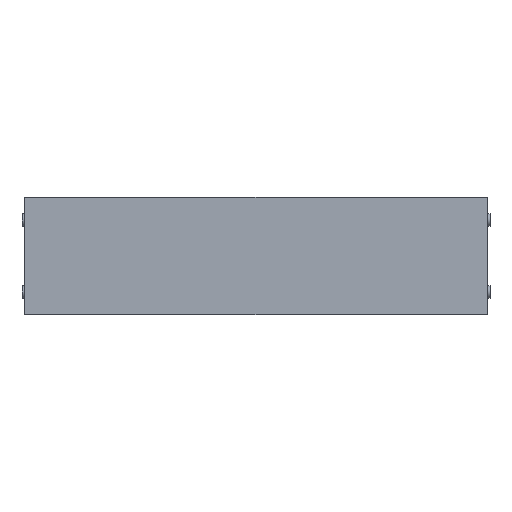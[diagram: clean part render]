
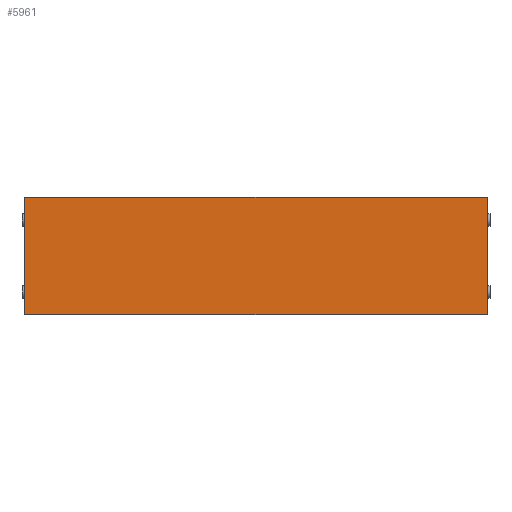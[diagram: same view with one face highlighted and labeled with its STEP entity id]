
A CAD part, front view. The second image highlights one B-rep face of the part: STEP entity #5961.
In plain terms, the highlighted planar face has unit normal (0, -1, 0).
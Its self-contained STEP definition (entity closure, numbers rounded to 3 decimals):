
#497 = VERTEX_POINT ( 'NONE', #11114 ) ;
#509 = CARTESIAN_POINT ( 'NONE',  ( 0., -20., 0. ) ) ;
#940 = ORIENTED_EDGE ( 'NONE', *, *, #2412, .T. ) ;
#1100 = ORIENTED_EDGE ( 'NONE', *, *, #9795, .T. ) ;
#1361 = VERTEX_POINT ( 'NONE', #11141 ) ;
#1386 = FACE_OUTER_BOUND ( 'NONE', #10091, .T. ) ;
#1605 = CARTESIAN_POINT ( 'NONE',  ( -257., -20., -65. ) ) ;
#1732 = LINE ( 'NONE', #8178, #9230 ) ;
#1743 = LINE ( 'NONE', #4591, #6581 ) ;
#1772 = AXIS2_PLACEMENT_3D ( 'NONE', #509, #4996, #10433 ) ;
#1867 = DIRECTION ( 'NONE',  ( 0., 0., -1. ) ) ;
#1910 = DIRECTION ( 'NONE',  ( 1., 0., 0. ) ) ;
#2412 = EDGE_CURVE ( 'NONE', #9806, #497, #3697, .T. ) ;
#2564 = CARTESIAN_POINT ( 'NONE',  ( 257., -20., -65. ) ) ;
#3230 = LINE ( 'NONE', #5934, #9808 ) ;
#3697 = LINE ( 'NONE', #6642, #10087 ) ;
#4168 = ORIENTED_EDGE ( 'NONE', *, *, #10796, .T. ) ;
#4288 = DIRECTION ( 'NONE',  ( -1., 0., 0. ) ) ;
#4591 = CARTESIAN_POINT ( 'NONE',  ( -257., -20., 65. ) ) ;
#4996 = DIRECTION ( 'NONE',  ( 0., -1., 0. ) ) ;
#5934 = CARTESIAN_POINT ( 'NONE',  ( -257., -20., 65. ) ) ;
#5961 = ADVANCED_FACE ( 'NONE', ( #1386 ), #11375, .T. ) ;
#6581 = VECTOR ( 'NONE', #1867, 1000. ) ;
#6642 = CARTESIAN_POINT ( 'NONE',  ( 257., -20., 65. ) ) ;
#7540 = DIRECTION ( 'NONE',  ( 0., 0., 1. ) ) ;
#8178 = CARTESIAN_POINT ( 'NONE',  ( -257., -20., -65. ) ) ;
#8537 = ORIENTED_EDGE ( 'NONE', *, *, #9436, .T. ) ;
#9230 = VECTOR ( 'NONE', #1910, 1000. ) ;
#9436 = EDGE_CURVE ( 'NONE', #1361, #11150, #1743, .T. ) ;
#9795 = EDGE_CURVE ( 'NONE', #11150, #9806, #1732, .T. ) ;
#9806 = VERTEX_POINT ( 'NONE', #2564 ) ;
#9808 = VECTOR ( 'NONE', #4288, 1000. ) ;
#10087 = VECTOR ( 'NONE', #7540, 1000. ) ;
#10091 = EDGE_LOOP ( 'NONE', ( #8537, #1100, #940, #4168 ) ) ;
#10433 = DIRECTION ( 'NONE',  ( 0., 0., -1. ) ) ;
#10796 = EDGE_CURVE ( 'NONE', #497, #1361, #3230, .T. ) ;
#11114 = CARTESIAN_POINT ( 'NONE',  ( 257., -20., 65. ) ) ;
#11141 = CARTESIAN_POINT ( 'NONE',  ( -257., -20., 65. ) ) ;
#11150 = VERTEX_POINT ( 'NONE', #1605 ) ;
#11375 = PLANE ( 'NONE',  #1772 ) ;
